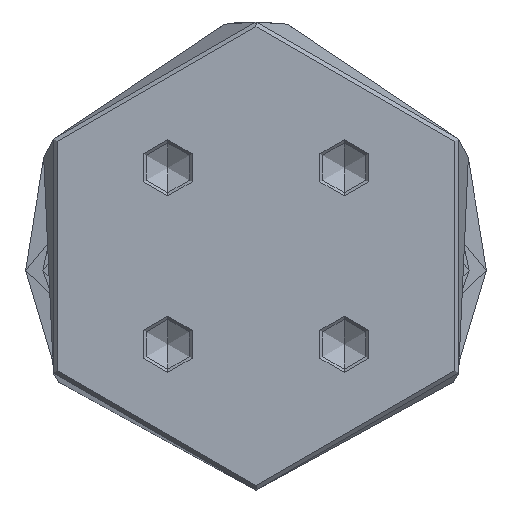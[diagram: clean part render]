
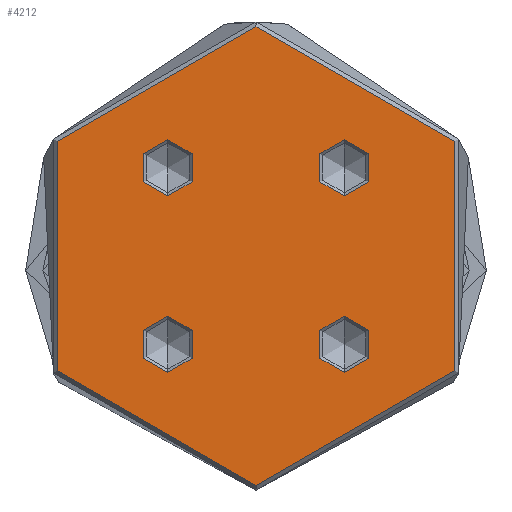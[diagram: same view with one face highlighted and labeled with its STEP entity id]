
A CAD part, front view. The second image highlights one B-rep face of the part: STEP entity #4212.
In plain terms, the highlighted face is planar.
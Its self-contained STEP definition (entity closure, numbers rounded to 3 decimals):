
#7 = DIRECTION ( 'NONE',  ( 1., 0., 0. ) ) ;
#60 = AXIS2_PLACEMENT_3D ( 'NONE', #6767, #3115, #7344 ) ;
#420 = DIRECTION ( 'NONE',  ( 0., 0., 1. ) ) ;
#459 = DIRECTION ( 'NONE',  ( 0., 0., -1. ) ) ;
#476 = AXIS2_PLACEMENT_3D ( 'NONE', #4573, #803, #5184 ) ;
#580 = CARTESIAN_POINT ( 'NONE',  ( 18.642, 14.142, 0. ) ) ;
#659 = CARTESIAN_POINT ( 'NONE',  ( 0., 0., 0. ) ) ;
#803 = DIRECTION ( 'NONE',  ( 0., 0., -1. ) ) ;
#830 = CIRCLE ( 'NONE', #4106, 4.5 ) ;
#853 = EDGE_CURVE ( 'NONE', #4846, #5105, #4165, .T. ) ;
#984 = CIRCLE ( 'NONE', #4231, 36.75 ) ;
#1067 = CARTESIAN_POINT ( 'NONE',  ( -9.642, 14.142, 0. ) ) ;
#1096 = CIRCLE ( 'NONE', #1555, 4.5 ) ;
#1228 = FACE_BOUND ( 'NONE', #5246, .T. ) ;
#1280 = EDGE_LOOP ( 'NONE', ( #5727, #3246 ) ) ;
#1299 = DIRECTION ( 'NONE',  ( -1., 0., 0. ) ) ;
#1300 = EDGE_CURVE ( 'NONE', #7146, #5939, #1096, .T. ) ;
#1394 = EDGE_CURVE ( 'NONE', #2623, #1754, #984, .T. ) ;
#1450 = DIRECTION ( 'NONE',  ( -1., 0., 0. ) ) ;
#1555 = AXIS2_PLACEMENT_3D ( 'NONE', #4772, #4641, #5227 ) ;
#1754 = VERTEX_POINT ( 'NONE', #1877 ) ;
#1877 = CARTESIAN_POINT ( 'NONE',  ( 36.75, 0., 0. ) ) ;
#2123 = ORIENTED_EDGE ( 'NONE', *, *, #5112, .F. ) ;
#2444 = CARTESIAN_POINT ( 'NONE',  ( 9.642, 14.142, 0. ) ) ;
#2529 = CIRCLE ( 'NONE', #6014, 36.75 ) ;
#2589 = AXIS2_PLACEMENT_3D ( 'NONE', #3527, #7724, #4129 ) ;
#2623 = VERTEX_POINT ( 'NONE', #5102 ) ;
#2771 = CIRCLE ( 'NONE', #3077, 4.5 ) ;
#2877 = CARTESIAN_POINT ( 'NONE',  ( -18.642, -14.142, 0. ) ) ;
#3077 = AXIS2_PLACEMENT_3D ( 'NONE', #6140, #6114, #1450 ) ;
#3115 = DIRECTION ( 'NONE',  ( 0., 0., 1. ) ) ;
#3219 = EDGE_CURVE ( 'NONE', #4570, #3668, #2771, .T. ) ;
#3246 = ORIENTED_EDGE ( 'NONE', *, *, #6005, .F. ) ;
#3323 = EDGE_LOOP ( 'NONE', ( #3821, #5038 ) ) ;
#3408 = EDGE_LOOP ( 'NONE', ( #2123, #7963 ) ) ;
#3426 = VERTEX_POINT ( 'NONE', #7100 ) ;
#3527 = CARTESIAN_POINT ( 'NONE',  ( -14.142, 14.142, 0. ) ) ;
#3549 = CIRCLE ( 'NONE', #476, 4.5 ) ;
#3668 = VERTEX_POINT ( 'NONE', #2877 ) ;
#3799 = DIRECTION ( 'NONE',  ( 0., 0., 1. ) ) ;
#3800 = EDGE_CURVE ( 'NONE', #6697, #3426, #830, .T. ) ;
#3821 = ORIENTED_EDGE ( 'NONE', *, *, #1394, .T. ) ;
#3903 = CARTESIAN_POINT ( 'NONE',  ( 9.642, -14.142, 0. ) ) ;
#4106 = AXIS2_PLACEMENT_3D ( 'NONE', #4244, #459, #4843 ) ;
#4129 = DIRECTION ( 'NONE',  ( -1., 0., 0. ) ) ;
#4165 = CIRCLE ( 'NONE', #6502, 4.5 ) ;
#4207 = CARTESIAN_POINT ( 'NONE',  ( 0., 0., 0. ) ) ;
#4212 = ADVANCED_FACE ( 'NONE', ( #7541, #6359, #1228, #4550, #6001 ), #6845, .F. ) ;
#4231 = AXIS2_PLACEMENT_3D ( 'NONE', #7628, #7140, #7118 ) ;
#4244 = CARTESIAN_POINT ( 'NONE',  ( -14.142, 14.142, 0. ) ) ;
#4279 = CIRCLE ( 'NONE', #60, 4.5 ) ;
#4362 = EDGE_CURVE ( 'NONE', #3426, #6697, #5024, .T. ) ;
#4397 = EDGE_CURVE ( 'NONE', #1754, #2623, #2529, .T. ) ;
#4550 = FACE_BOUND ( 'NONE', #1280, .T. ) ;
#4570 = VERTEX_POINT ( 'NONE', #7772 ) ;
#4573 = CARTESIAN_POINT ( 'NONE',  ( 14.142, -14.142, 0. ) ) ;
#4641 = DIRECTION ( 'NONE',  ( 0., 0., -1. ) ) ;
#4772 = CARTESIAN_POINT ( 'NONE',  ( 14.142, -14.142, 0. ) ) ;
#4816 = DIRECTION ( 'NONE',  ( 1., 0., 0. ) ) ;
#4843 = DIRECTION ( 'NONE',  ( -1., 0., 0. ) ) ;
#4846 = VERTEX_POINT ( 'NONE', #580 ) ;
#5024 = CIRCLE ( 'NONE', #2589, 4.5 ) ;
#5038 = ORIENTED_EDGE ( 'NONE', *, *, #4397, .T. ) ;
#5040 = DIRECTION ( 'NONE',  ( 0., 0., -1. ) ) ;
#5102 = CARTESIAN_POINT ( 'NONE',  ( -36.75, 0., 0. ) ) ;
#5105 = VERTEX_POINT ( 'NONE', #2444 ) ;
#5112 = EDGE_CURVE ( 'NONE', #3668, #4570, #4279, .T. ) ;
#5114 = AXIS2_PLACEMENT_3D ( 'NONE', #7397, #3799, #7 ) ;
#5184 = DIRECTION ( 'NONE',  ( 1., 0., 0. ) ) ;
#5227 = DIRECTION ( 'NONE',  ( 1., 0., 0. ) ) ;
#5246 = EDGE_LOOP ( 'NONE', ( #7036, #5263 ) ) ;
#5263 = ORIENTED_EDGE ( 'NONE', *, *, #1300, .T. ) ;
#5727 = ORIENTED_EDGE ( 'NONE', *, *, #853, .F. ) ;
#5812 = ORIENTED_EDGE ( 'NONE', *, *, #4362, .T. ) ;
#5939 = VERTEX_POINT ( 'NONE', #7381 ) ;
#6001 = FACE_OUTER_BOUND ( 'NONE', #3323, .T. ) ;
#6005 = EDGE_CURVE ( 'NONE', #5105, #4846, #6729, .T. ) ;
#6014 = AXIS2_PLACEMENT_3D ( 'NONE', #4207, #420, #4816 ) ;
#6027 = CARTESIAN_POINT ( 'NONE',  ( 14.142, 14.142, 0. ) ) ;
#6114 = DIRECTION ( 'NONE',  ( 0., 0., 1. ) ) ;
#6140 = CARTESIAN_POINT ( 'NONE',  ( -14.142, -14.142, 0. ) ) ;
#6205 = AXIS2_PLACEMENT_3D ( 'NONE', #659, #5040, #1299 ) ;
#6359 = FACE_BOUND ( 'NONE', #6861, .T. ) ;
#6400 = ORIENTED_EDGE ( 'NONE', *, *, #3800, .T. ) ;
#6410 = DIRECTION ( 'NONE',  ( 0., 0., 1. ) ) ;
#6502 = AXIS2_PLACEMENT_3D ( 'NONE', #6027, #6410, #6631 ) ;
#6631 = DIRECTION ( 'NONE',  ( 1., 0., 0. ) ) ;
#6697 = VERTEX_POINT ( 'NONE', #1067 ) ;
#6729 = CIRCLE ( 'NONE', #5114, 4.5 ) ;
#6767 = CARTESIAN_POINT ( 'NONE',  ( -14.142, -14.142, 0. ) ) ;
#6845 = PLANE ( 'NONE',  #6205 ) ;
#6861 = EDGE_LOOP ( 'NONE', ( #5812, #6400 ) ) ;
#7036 = ORIENTED_EDGE ( 'NONE', *, *, #7978, .T. ) ;
#7100 = CARTESIAN_POINT ( 'NONE',  ( -18.642, 14.142, 0. ) ) ;
#7118 = DIRECTION ( 'NONE',  ( 1., 0., 0. ) ) ;
#7140 = DIRECTION ( 'NONE',  ( 0., 0., 1. ) ) ;
#7146 = VERTEX_POINT ( 'NONE', #3903 ) ;
#7344 = DIRECTION ( 'NONE',  ( -1., 0., 0. ) ) ;
#7381 = CARTESIAN_POINT ( 'NONE',  ( 18.642, -14.142, 0. ) ) ;
#7397 = CARTESIAN_POINT ( 'NONE',  ( 14.142, 14.142, 0. ) ) ;
#7541 = FACE_BOUND ( 'NONE', #3408, .T. ) ;
#7628 = CARTESIAN_POINT ( 'NONE',  ( 0., 0., 0. ) ) ;
#7724 = DIRECTION ( 'NONE',  ( 0., 0., -1. ) ) ;
#7772 = CARTESIAN_POINT ( 'NONE',  ( -9.642, -14.142, 0. ) ) ;
#7963 = ORIENTED_EDGE ( 'NONE', *, *, #3219, .F. ) ;
#7978 = EDGE_CURVE ( 'NONE', #5939, #7146, #3549, .T. ) ;
